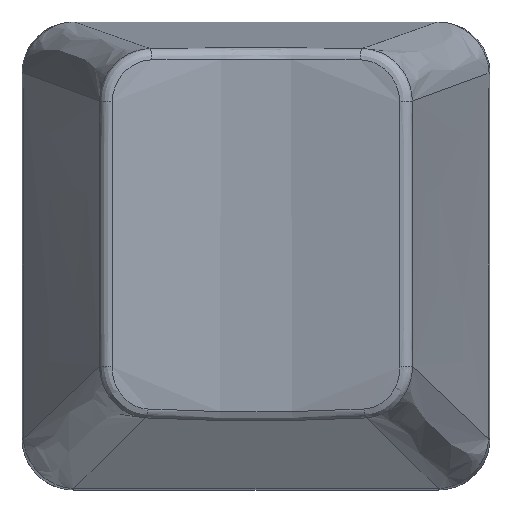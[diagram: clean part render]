
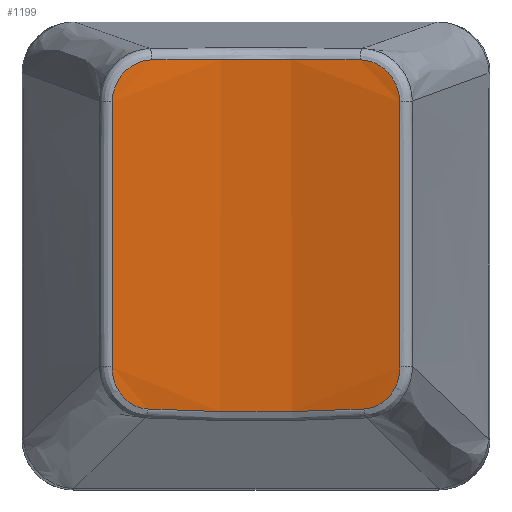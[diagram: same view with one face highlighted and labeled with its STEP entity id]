
A CAD part, top view. The second image highlights one B-rep face of the part: STEP entity #1199.
In plain terms, the highlighted free-form (B-spline) face has degree [1, 2] with [2, 3] control points.
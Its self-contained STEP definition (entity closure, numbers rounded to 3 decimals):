
#14=(
BOUNDED_SURFACE()
B_SPLINE_SURFACE(1,2,((#2812,#2813,#2814),(#2815,#2816,#2817)),
 .UNSPECIFIED.,.F.,.F.,.F.)
B_SPLINE_SURFACE_WITH_KNOTS((2,2),(3,3),(-0.675,-0.036),
(-1.833,-1.309),.UNSPECIFIED.)
GEOMETRIC_REPRESENTATION_ITEM()
RATIONAL_B_SPLINE_SURFACE(((1.,0.966,1.),(1.,0.966,
1.)))
REPRESENTATION_ITEM('')
SURFACE()
);
#125=B_SPLINE_CURVE_WITH_KNOTS('',3,(#2533,#2534,#2535,#2536),
 .UNSPECIFIED.,.F.,.F.,(4,4),(0.,0.861),.UNSPECIFIED.);
#126=B_SPLINE_CURVE_WITH_KNOTS('',3,(#2564,#2565,#2566,#2567,#2568),
 .UNSPECIFIED.,.F.,.F.,(4,1,4),(0.,0.104,
0.244),.UNSPECIFIED.);
#127=B_SPLINE_CURVE_WITH_KNOTS('',3,(#2591,#2592,#2593,#2594),
 .UNSPECIFIED.,.F.,.F.,(4,4),(0.,1.034),.UNSPECIFIED.);
#129=B_SPLINE_CURVE_WITH_KNOTS('',3,(#2628,#2629,#2630,#2631,#2632),
 .UNSPECIFIED.,.F.,.F.,(4,1,4),(0.,0.108,
0.252),.UNSPECIFIED.);
#131=B_SPLINE_CURVE_WITH_KNOTS('',3,(#2660,#2661,#2662,#2663),
 .UNSPECIFIED.,.F.,.F.,(4,4),(0.,0.827),
 .UNSPECIFIED.);
#133=B_SPLINE_CURVE_WITH_KNOTS('',3,(#2697,#2698,#2699,#2700,#2701),
 .UNSPECIFIED.,.F.,.F.,(4,1,4),(0.,0.108,
0.252),.UNSPECIFIED.);
#135=B_SPLINE_CURVE_WITH_KNOTS('',3,(#2728,#2729,#2730,#2731),
 .UNSPECIFIED.,.F.,.F.,(4,4),(0.,1.034),
 .UNSPECIFIED.);
#136=B_SPLINE_CURVE_WITH_KNOTS('',3,(#2762,#2763,#2764,#2765,#2766,#2767),
 .UNSPECIFIED.,.F.,.F.,(4,1,1,4),(0.,0.104,0.174,
0.244),.UNSPECIFIED.);
#322=FACE_OUTER_BOUND('',#398,.T.);
#398=EDGE_LOOP('',(#980,#981,#982,#983,#984,#985,#986,#987));
#534=VERTEX_POINT('',#2529);
#535=VERTEX_POINT('',#2531);
#536=VERTEX_POINT('',#2562);
#537=VERTEX_POINT('',#2589);
#538=VERTEX_POINT('',#2620);
#540=VERTEX_POINT('',#2653);
#542=VERTEX_POINT('',#2689);
#544=VERTEX_POINT('',#2722);
#688=EDGE_CURVE('',#535,#534,#125,.T.);
#690=EDGE_CURVE('',#534,#536,#126,.T.);
#692=EDGE_CURVE('',#536,#537,#127,.T.);
#695=EDGE_CURVE('',#537,#538,#129,.T.);
#698=EDGE_CURVE('',#538,#540,#131,.T.);
#701=EDGE_CURVE('',#540,#542,#133,.T.);
#704=EDGE_CURVE('',#542,#544,#135,.T.);
#705=EDGE_CURVE('',#544,#535,#136,.T.);
#980=ORIENTED_EDGE('',*,*,#688,.F.);
#981=ORIENTED_EDGE('',*,*,#705,.F.);
#982=ORIENTED_EDGE('',*,*,#704,.F.);
#983=ORIENTED_EDGE('',*,*,#701,.F.);
#984=ORIENTED_EDGE('',*,*,#698,.F.);
#985=ORIENTED_EDGE('',*,*,#695,.F.);
#986=ORIENTED_EDGE('',*,*,#692,.F.);
#987=ORIENTED_EDGE('',*,*,#690,.F.);
#1199=ADVANCED_FACE('',(#322),#14,.T.);
#2529=CARTESIAN_POINT('',(-4.198,-5.957,10.998));
#2531=CARTESIAN_POINT('',(4.198,-5.957,10.998));
#2533=CARTESIAN_POINT('Ctrl Pts',(4.198,-5.957,10.998));
#2534=CARTESIAN_POINT('Ctrl Pts',(1.44,-6.107,10.432));
#2535=CARTESIAN_POINT('Ctrl Pts',(-1.44,-6.107,10.432));
#2536=CARTESIAN_POINT('Ctrl Pts',(-4.198,-5.957,10.998));
#2562=CARTESIAN_POINT('',(-5.586,-4.324,11.495));
#2564=CARTESIAN_POINT('Ctrl Pts',(-4.198,-5.957,10.998));
#2565=CARTESIAN_POINT('Ctrl Pts',(-4.532,-5.938,11.067));
#2566=CARTESIAN_POINT('Ctrl Pts',(-5.28,-5.591,11.275));
#2567=CARTESIAN_POINT('Ctrl Pts',(-5.587,-4.786,11.446));
#2568=CARTESIAN_POINT('Ctrl Pts',(-5.586,-4.324,11.495));
#2589=CARTESIAN_POINT('',(-5.575,5.961,12.573));
#2591=CARTESIAN_POINT('Ctrl Pts',(-5.586,-4.324,11.495));
#2592=CARTESIAN_POINT('Ctrl Pts',(-5.582,-0.896,
11.854));
#2593=CARTESIAN_POINT('Ctrl Pts',(-5.579,2.533,12.213));
#2594=CARTESIAN_POINT('Ctrl Pts',(-5.575,5.961,12.573));
#2620=CARTESIAN_POINT('',(-4.038,7.588,12.39));
#2628=CARTESIAN_POINT('Ctrl Pts',(-5.575,5.961,12.573));
#2629=CARTESIAN_POINT('Ctrl Pts',(-5.575,6.319,12.61));
#2630=CARTESIAN_POINT('Ctrl Pts',(-5.296,7.163,12.62));
#2631=CARTESIAN_POINT('Ctrl Pts',(-4.5,7.58,12.478));
#2632=CARTESIAN_POINT('Ctrl Pts',(-4.038,7.588,12.39));
#2653=CARTESIAN_POINT('',(4.038,7.588,12.39));
#2660=CARTESIAN_POINT('Ctrl Pts',(-4.038,7.588,12.39));
#2661=CARTESIAN_POINT('Ctrl Pts',(-1.378,7.632,11.886));
#2662=CARTESIAN_POINT('Ctrl Pts',(1.378,7.632,11.886));
#2663=CARTESIAN_POINT('Ctrl Pts',(4.038,7.588,12.39));
#2689=CARTESIAN_POINT('',(5.575,5.961,12.573));
#2697=CARTESIAN_POINT('Ctrl Pts',(4.038,7.588,12.39));
#2698=CARTESIAN_POINT('Ctrl Pts',(4.385,7.582,12.456));
#2699=CARTESIAN_POINT('Ctrl Pts',(5.192,7.275,12.604));
#2700=CARTESIAN_POINT('Ctrl Pts',(5.575,6.438,12.623));
#2701=CARTESIAN_POINT('Ctrl Pts',(5.575,5.961,12.573));
#2722=CARTESIAN_POINT('',(5.586,-4.324,11.495));
#2728=CARTESIAN_POINT('Ctrl Pts',(5.575,5.961,12.573));
#2729=CARTESIAN_POINT('Ctrl Pts',(5.579,2.533,12.213));
#2730=CARTESIAN_POINT('Ctrl Pts',(5.582,-0.896,11.854));
#2731=CARTESIAN_POINT('Ctrl Pts',(5.586,-4.324,11.495));
#2762=CARTESIAN_POINT('Ctrl Pts',(5.586,-4.324,11.495));
#2763=CARTESIAN_POINT('Ctrl Pts',(5.587,-4.671,11.458));
#2764=CARTESIAN_POINT('Ctrl Pts',(5.426,-5.245,11.353));
#2765=CARTESIAN_POINT('Ctrl Pts',(4.857,-5.808,11.153));
#2766=CARTESIAN_POINT('Ctrl Pts',(4.421,-5.944,11.044));
#2767=CARTESIAN_POINT('Ctrl Pts',(4.198,-5.957,10.998));
#2812=CARTESIAN_POINT('Ctrl Pts',(5.587,-6.161,11.302));
#2813=CARTESIAN_POINT('Ctrl Pts',(0.,-6.004,
9.813));
#2814=CARTESIAN_POINT('Ctrl Pts',(-5.587,-6.161,11.302));
#2815=CARTESIAN_POINT('Ctrl Pts',(5.587,7.552,12.743));
#2816=CARTESIAN_POINT('Ctrl Pts',(0.,7.708,
11.254));
#2817=CARTESIAN_POINT('Ctrl Pts',(-5.587,7.552,12.743));
